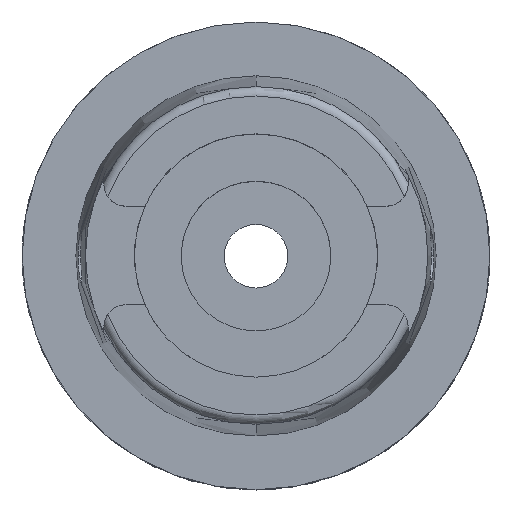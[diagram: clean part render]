
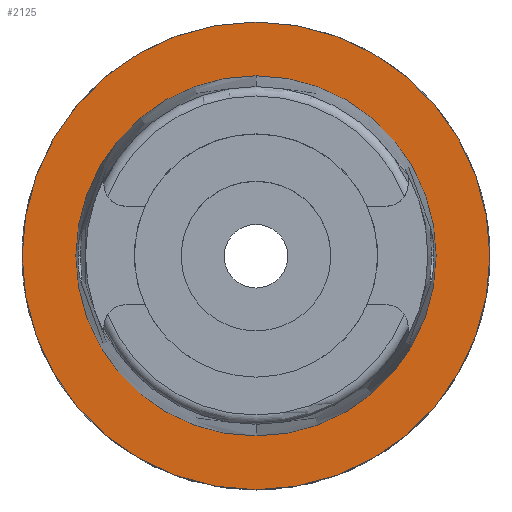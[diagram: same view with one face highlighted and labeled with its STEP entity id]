
A CAD part, top view. The second image highlights one B-rep face of the part: STEP entity #2125.
In plain terms, the highlighted planar face has unit normal (0, 0, 1).
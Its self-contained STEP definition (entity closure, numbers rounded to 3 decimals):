
#206 = FACE_OUTER_BOUND ( 'NONE', #2623, .T. ) ;
#323 = VERTEX_POINT ( 'NONE', #3886 ) ;
#413 = AXIS2_PLACEMENT_3D ( 'NONE', #1060, #2287, #1489 ) ;
#548 = CARTESIAN_POINT ( 'NONE',  ( 0., 25., 0. ) ) ;
#609 = CARTESIAN_POINT ( 'NONE',  ( 0., 0., 0. ) ) ;
#753 = DIRECTION ( 'NONE',  ( 1., 0., 0. ) ) ;
#1060 = CARTESIAN_POINT ( 'NONE',  ( 0., 0., 0. ) ) ;
#1169 = CIRCLE ( 'NONE', #3194, 19.25 ) ;
#1197 = VERTEX_POINT ( 'NONE', #548 ) ;
#1225 = PLANE ( 'NONE',  #1556 ) ;
#1246 = FACE_BOUND ( 'NONE', #5087, .T. ) ;
#1489 = DIRECTION ( 'NONE',  ( 0., -1., 0. ) ) ;
#1556 = AXIS2_PLACEMENT_3D ( 'NONE', #4173, #2915, #753 ) ;
#1756 = ORIENTED_EDGE ( 'NONE', *, *, #2825, .F. ) ;
#2022 = VERTEX_POINT ( 'NONE', #2318 ) ;
#2091 = CARTESIAN_POINT ( 'NONE',  ( 0., 0., 0. ) ) ;
#2125 = ADVANCED_FACE ( 'NONE', ( #206, #1246 ), #1225, .T. ) ;
#2208 = DIRECTION ( 'NONE',  ( 0., 1., 0. ) ) ;
#2287 = DIRECTION ( 'NONE',  ( 0., 0., 1. ) ) ;
#2293 = EDGE_CURVE ( 'NONE', #2022, #323, #4378, .T. ) ;
#2318 = CARTESIAN_POINT ( 'NONE',  ( 0., -19.25, 0. ) ) ;
#2472 = CIRCLE ( 'NONE', #3016, 25. ) ;
#2478 = VERTEX_POINT ( 'NONE', #4999 ) ;
#2576 = CIRCLE ( 'NONE', #3736, 25. ) ;
#2623 = EDGE_LOOP ( 'NONE', ( #5165, #1756 ) ) ;
#2825 = EDGE_CURVE ( 'NONE', #2478, #1197, #2576, .T. ) ;
#2915 = DIRECTION ( 'NONE',  ( 0., 0., 1. ) ) ;
#3016 = AXIS2_PLACEMENT_3D ( 'NONE', #2091, #4559, #3314 ) ;
#3194 = AXIS2_PLACEMENT_3D ( 'NONE', #3545, #5228, #2208 ) ;
#3314 = DIRECTION ( 'NONE',  ( 0., 1., 0. ) ) ;
#3441 = ORIENTED_EDGE ( 'NONE', *, *, #5239, .F. ) ;
#3545 = CARTESIAN_POINT ( 'NONE',  ( 0., 0., 0. ) ) ;
#3736 = AXIS2_PLACEMENT_3D ( 'NONE', #609, #4720, #5188 ) ;
#3886 = CARTESIAN_POINT ( 'NONE',  ( 0., 19.25, 0. ) ) ;
#4095 = EDGE_CURVE ( 'NONE', #1197, #2478, #2472, .T. ) ;
#4173 = CARTESIAN_POINT ( 'NONE',  ( 0., 0., 0. ) ) ;
#4378 = CIRCLE ( 'NONE', #413, 19.25 ) ;
#4559 = DIRECTION ( 'NONE',  ( 0., 0., -1. ) ) ;
#4720 = DIRECTION ( 'NONE',  ( 0., 0., -1. ) ) ;
#4999 = CARTESIAN_POINT ( 'NONE',  ( 0., -25., 0. ) ) ;
#5087 = EDGE_LOOP ( 'NONE', ( #3441, #5191 ) ) ;
#5165 = ORIENTED_EDGE ( 'NONE', *, *, #4095, .F. ) ;
#5188 = DIRECTION ( 'NONE',  ( 0., -1., 0. ) ) ;
#5191 = ORIENTED_EDGE ( 'NONE', *, *, #2293, .F. ) ;
#5228 = DIRECTION ( 'NONE',  ( 0., 0., 1. ) ) ;
#5239 = EDGE_CURVE ( 'NONE', #323, #2022, #1169, .T. ) ;
